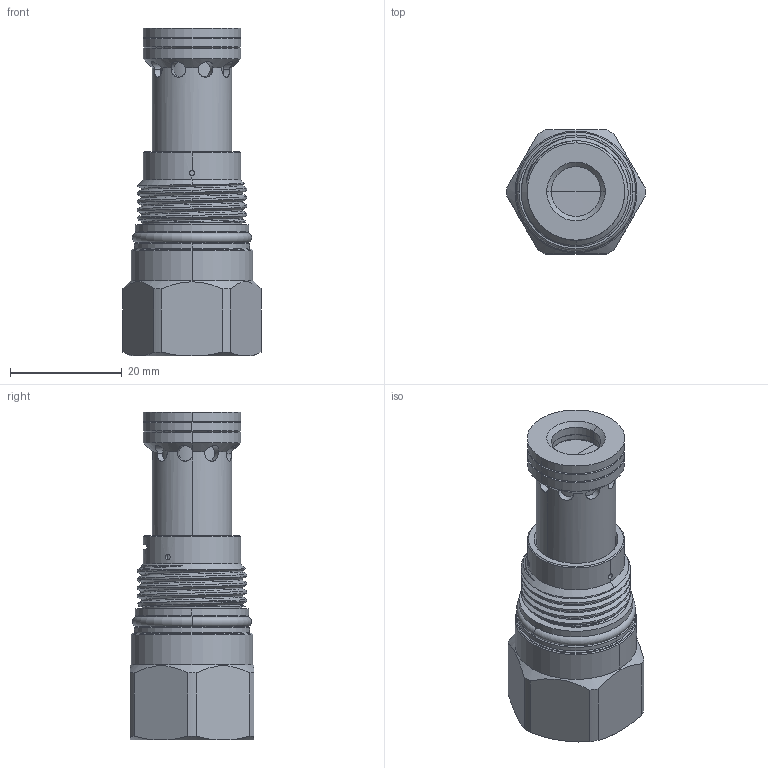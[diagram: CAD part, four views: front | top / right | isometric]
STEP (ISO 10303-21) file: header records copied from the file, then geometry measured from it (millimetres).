
FILE_DESCRIPTION (( 'STEP AP203' ), '1' );
FILE_NAME ('RP10A2G-8.STEP', '2016-08-02T01:08:52', ( '' ), ( '' ), 'SwSTEP 2.0', 'SolidWorks 2012', '' );
FILE_SCHEMA (( 'CONFIG_CONTROL_DESIGN' ));
Length unit declared in the file: millimetre
Products named in the file (1): RP10A2G-8
Bounding box: 24.79 x 22.22 x 58.79 mm (x, y, z)
Volume: 13815.1 mm3; surface area: 6601.2 mm2
Topology: 2 solids, 2 shells, 178 faces, 449 edges, 287 vertices
Faces by surface type: cylinder 98, cone 40, plane 23, bspline 9, torus 6, sphere 2
Entity records: 9530 total; most frequent: CARTESIAN_POINT 5425, ORIENTED_EDGE 894, DIRECTION 787, EDGE_CURVE 447, AXIS2_PLACEMENT_3D 326, VERTEX_POINT 287, EDGE_LOOP 194, ADVANCED_FACE 178
